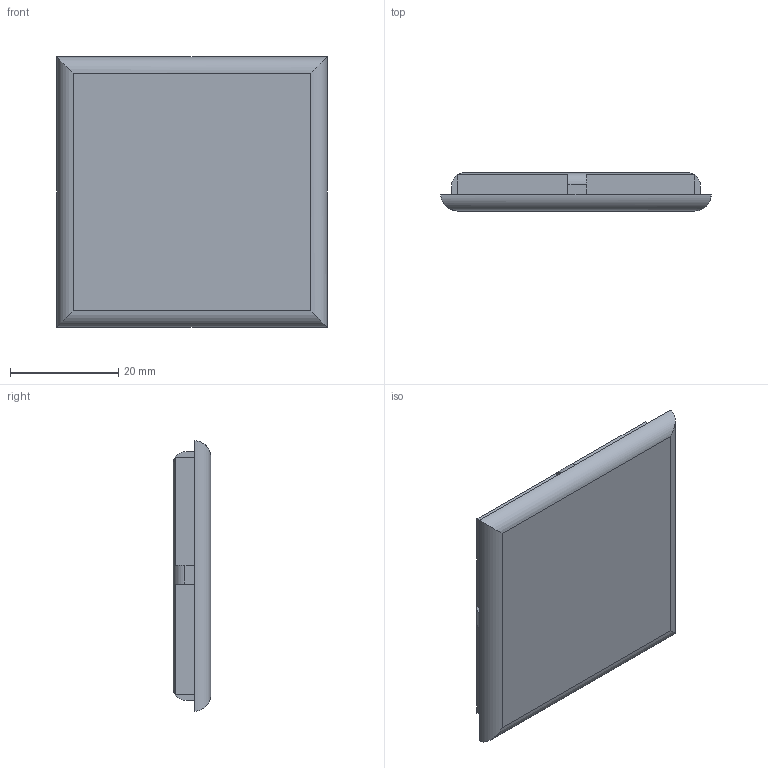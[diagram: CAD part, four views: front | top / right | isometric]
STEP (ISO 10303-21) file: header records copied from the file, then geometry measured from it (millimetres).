
FILE_DESCRIPTION(/* description */ (''),/* implementation_level */ '2;1');
FILE_NAME(/* name */ 'ikea-lack-end-cap.stp',/* time_stamp */ '2015-08-06T20:28:03+02:00',/* author */ (''),/* organization */ (''),/* preprocessor_version */ 'ST-DEVELOPER v16.1',/* originating_system */ 'Autodesk Translation Framework v4.1.0.1560',/* authorisation */ '');
FILE_SCHEMA (('AUTOMOTIVE_DESIGN { 1 0 10303 214 3 1 1 }'));
Length unit declared in the file: centimetre
Products named in the file (1): IKEA Lack End Cap v2
Bounding box: 50 x 7 x 50 mm (x, y, z)
Volume: 10099.6 mm3; surface area: 6545.9 mm2
Topology: 1 solids, 1 shells, 36 faces, 92 edges, 60 vertices
Faces by surface type: plane 28, cylinder 8
Entity records: 1111 total; most frequent: CARTESIAN_POINT 189, ORIENTED_EDGE 184, DIRECTION 182, EDGE_CURVE 92, LINE 76, VECTOR 76, VERTEX_POINT 60, AXIS2_PLACEMENT_3D 53
